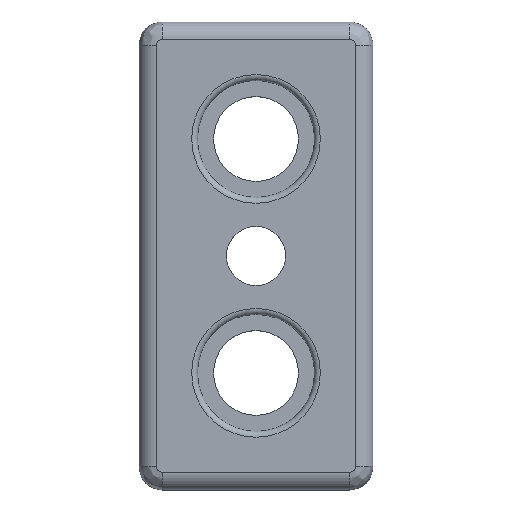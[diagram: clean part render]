
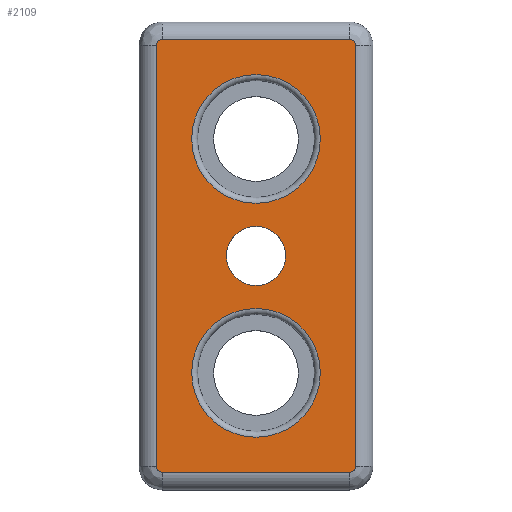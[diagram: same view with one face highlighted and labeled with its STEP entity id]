
A CAD part, top view. The second image highlights one B-rep face of the part: STEP entity #2109.
In plain terms, the highlighted planar face has unit normal (0, 0, 1).
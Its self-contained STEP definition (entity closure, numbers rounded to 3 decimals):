
#31=FACE_BOUND('',#292,.T.);
#32=FACE_BOUND('',#293,.T.);
#33=FACE_BOUND('',#294,.T.);
#69=PLANE('',#2356);
#167=FACE_OUTER_BOUND('',#291,.T.);
#291=EDGE_LOOP('',(#1692,#1693,#1694,#1695,#1696,#1697,#1698,#1699));
#292=EDGE_LOOP('',(#1700));
#293=EDGE_LOOP('',(#1701));
#294=EDGE_LOOP('',(#1702));
#433=CIRCLE('',#2357,1.);
#434=CIRCLE('',#2358,1.);
#435=CIRCLE('',#2359,1.);
#436=CIRCLE('',#2360,1.);
#437=CIRCLE('',#2361,11.);
#438=CIRCLE('',#2362,11.);
#439=CIRCLE('',#2363,5.053);
#606=LINE('',#3577,#765);
#607=LINE('',#3581,#766);
#608=LINE('',#3585,#767);
#609=LINE('',#3588,#768);
#765=VECTOR('',#2953,1000.);
#766=VECTOR('',#2956,1000.);
#767=VECTOR('',#2959,1000.);
#768=VECTOR('',#2962,1000.);
#949=VERTEX_POINT('',#3573);
#950=VERTEX_POINT('',#3574);
#951=VERTEX_POINT('',#3576);
#952=VERTEX_POINT('',#3578);
#953=VERTEX_POINT('',#3580);
#954=VERTEX_POINT('',#3582);
#955=VERTEX_POINT('',#3584);
#956=VERTEX_POINT('',#3586);
#957=VERTEX_POINT('',#3589);
#958=VERTEX_POINT('',#3591);
#959=VERTEX_POINT('',#3593);
#1227=EDGE_CURVE('',#949,#950,#433,.F.);
#1228=EDGE_CURVE('',#950,#951,#606,.F.);
#1229=EDGE_CURVE('',#951,#952,#434,.F.);
#1230=EDGE_CURVE('',#952,#953,#607,.F.);
#1231=EDGE_CURVE('',#953,#954,#435,.F.);
#1232=EDGE_CURVE('',#954,#955,#608,.F.);
#1233=EDGE_CURVE('',#955,#956,#436,.F.);
#1234=EDGE_CURVE('',#956,#949,#609,.F.);
#1235=EDGE_CURVE('',#957,#957,#437,.T.);
#1236=EDGE_CURVE('',#958,#958,#438,.T.);
#1237=EDGE_CURVE('',#959,#959,#439,.T.);
#1692=ORIENTED_EDGE('',*,*,#1227,.T.);
#1693=ORIENTED_EDGE('',*,*,#1228,.T.);
#1694=ORIENTED_EDGE('',*,*,#1229,.T.);
#1695=ORIENTED_EDGE('',*,*,#1230,.T.);
#1696=ORIENTED_EDGE('',*,*,#1231,.T.);
#1697=ORIENTED_EDGE('',*,*,#1232,.T.);
#1698=ORIENTED_EDGE('',*,*,#1233,.T.);
#1699=ORIENTED_EDGE('',*,*,#1234,.T.);
#1700=ORIENTED_EDGE('',*,*,#1235,.F.);
#1701=ORIENTED_EDGE('',*,*,#1236,.T.);
#1702=ORIENTED_EDGE('',*,*,#1237,.T.);
#2109=ADVANCED_FACE('',(#167,#31,#32,#33),#69,.F.);
#2356=AXIS2_PLACEMENT_3D('',#3572,#2949,#2950);
#2357=AXIS2_PLACEMENT_3D('',#3575,#2951,#2952);
#2358=AXIS2_PLACEMENT_3D('',#3579,#2954,#2955);
#2359=AXIS2_PLACEMENT_3D('',#3583,#2957,#2958);
#2360=AXIS2_PLACEMENT_3D('',#3587,#2960,#2961);
#2361=AXIS2_PLACEMENT_3D('',#3590,#2963,#2964);
#2362=AXIS2_PLACEMENT_3D('',#3592,#2965,#2966);
#2363=AXIS2_PLACEMENT_3D('',#3594,#2967,#2968);
#2949=DIRECTION('center_axis',(0.,0.,-1.));
#2950=DIRECTION('ref_axis',(-1.,0.,0.));
#2951=DIRECTION('center_axis',(0.,0.,-1.));
#2952=DIRECTION('ref_axis',(-1.,0.,0.));
#2953=DIRECTION('',(-1.,0.,0.));
#2954=DIRECTION('center_axis',(0.,0.,-1.));
#2955=DIRECTION('ref_axis',(-1.,0.,0.));
#2956=DIRECTION('',(0.,-1.,0.));
#2957=DIRECTION('center_axis',(0.,0.,-1.));
#2958=DIRECTION('ref_axis',(-1.,0.,0.));
#2959=DIRECTION('',(1.,0.,0.));
#2960=DIRECTION('center_axis',(0.,0.,-1.));
#2961=DIRECTION('ref_axis',(-1.,0.,0.));
#2962=DIRECTION('',(0.,1.,0.));
#2963=DIRECTION('center_axis',(0.,0.,1.));
#2964=DIRECTION('ref_axis',(1.,0.,0.));
#2965=DIRECTION('center_axis',(0.,0.,-1.));
#2966=DIRECTION('ref_axis',(-1.,0.,0.));
#2967=DIRECTION('center_axis',(0.,0.,-1.));
#2968=DIRECTION('ref_axis',(-1.,0.,0.));
#3572=CARTESIAN_POINT('Origin',(16.,-36.,16.));
#3573=CARTESIAN_POINT('',(-17.,-36.,16.));
#3574=CARTESIAN_POINT('',(-16.,-37.,16.));
#3575=CARTESIAN_POINT('Origin',(-16.,-36.,16.));
#3576=CARTESIAN_POINT('',(16.,-37.,16.));
#3577=CARTESIAN_POINT('',(16.,-37.,16.));
#3578=CARTESIAN_POINT('',(17.,-36.,16.));
#3579=CARTESIAN_POINT('Origin',(16.,-36.,16.));
#3580=CARTESIAN_POINT('',(17.,36.,16.));
#3581=CARTESIAN_POINT('',(17.,36.,16.));
#3582=CARTESIAN_POINT('',(16.,37.,16.));
#3583=CARTESIAN_POINT('Origin',(16.,36.,16.));
#3584=CARTESIAN_POINT('',(-16.,37.,16.));
#3585=CARTESIAN_POINT('',(-16.,37.,16.));
#3586=CARTESIAN_POINT('',(-17.,36.,16.));
#3587=CARTESIAN_POINT('Origin',(-16.,36.,16.));
#3588=CARTESIAN_POINT('',(-17.,-36.,16.));
#3589=CARTESIAN_POINT('',(-11.,-20.,16.));
#3590=CARTESIAN_POINT('Origin',(0.,-20.,16.));
#3591=CARTESIAN_POINT('',(11.,20.,16.));
#3592=CARTESIAN_POINT('Origin',(0.,20.,16.));
#3593=CARTESIAN_POINT('',(5.053,0.,16.));
#3594=CARTESIAN_POINT('Origin',(0.,0.,16.));
